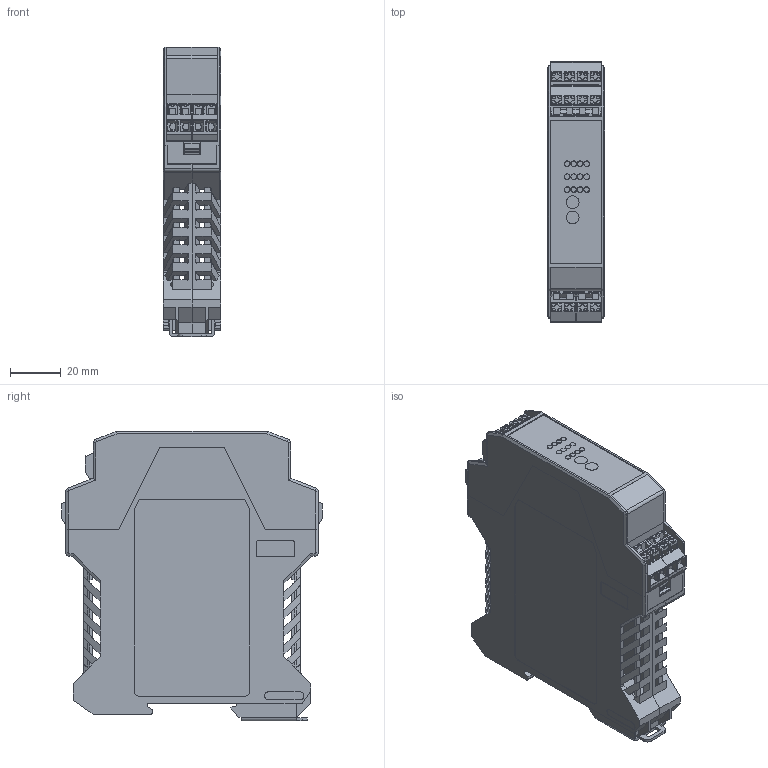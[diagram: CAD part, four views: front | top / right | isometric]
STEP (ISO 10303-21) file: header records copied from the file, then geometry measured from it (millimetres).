
FILE_DESCRIPTION(/* description */ ('Alibre Inc.'),/* implementation_level */ '2;1');
FILE_NAME(/* name */ 'export-25C681D3-2CC5-46ED-A788-EE7C8937B2E1',/* time_stamp */ '2019-03-13T12:56:43+01:00',/* author */ (''),/* organization */ (''),/* preprocessor_version */ 'ST-DEVELOPER v17',/* originating_system */ 'Alibre',/* authorisation */ '');
FILE_SCHEMA (('AUTOMOTIVE_DESIGN'));
Length unit declared in the file: millimetre
Products named in the file (16): ID_1
Bounding box: 22.6 x 102.3 x 113.6 mm (x, y, z)
Volume: 71220.3 mm3; surface area: 82888.6 mm2
Topology: 26 solids, 26 shells, 6304 faces, 17428 edges, 11295 vertices
Faces by surface type: plane 5069, cylinder 1061, cone 68, torus 58, sphere 48
Full cylindrical faces by diameter (mm): 2.08 x8, 2.2 x12, 2.22 x8, 4.98 x2, 5 x2, 5.02 x2
Entity records: 135999 total; most frequent: CARTESIAN_POINT 25234, ORIENTED_EDGE 24668, DIRECTION 18358, EDGE_CURVE 12331, VECTOR 10570, LINE 10570, VERTEX_POINT 8044, AXIS2_PLACEMENT_3D 5580
